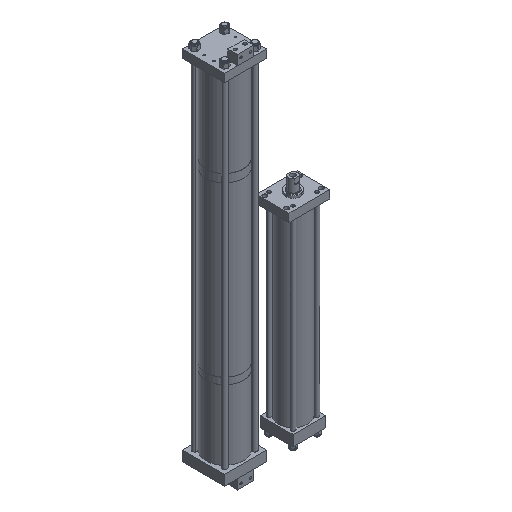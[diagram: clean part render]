
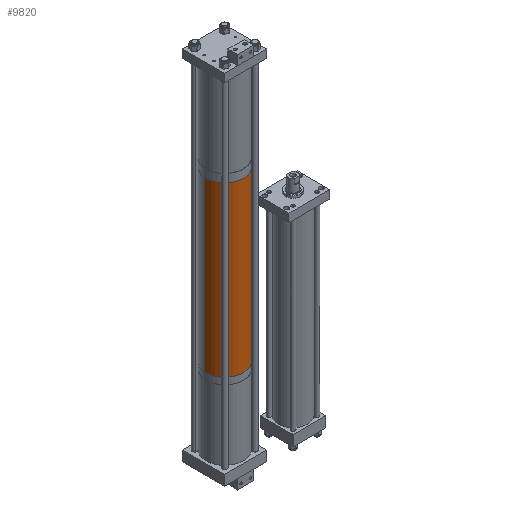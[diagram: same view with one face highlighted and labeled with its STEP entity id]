
A CAD part, isometric view. The second image highlights one B-rep face of the part: STEP entity #9820.
In plain terms, the highlighted cylindrical face has radius 73.025 mm (diameter 146.05 mm), a partial arc.
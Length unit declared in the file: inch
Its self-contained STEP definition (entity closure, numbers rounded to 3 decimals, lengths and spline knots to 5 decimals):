
#12 = DIRECTION ( 'NONE',  ( -1., 0., 0. ) ) ;
#398 = DIRECTION ( 'NONE',  ( 0., 0., -1. ) ) ;
#412 = ORIENTED_EDGE ( 'NONE', *, *, #15215, .F. ) ;
#804 = DIRECTION ( 'NONE',  ( 1., 0., 0. ) ) ;
#1145 = CARTESIAN_POINT ( 'NONE',  ( -2.875, 0., 0. ) ) ;
#1441 = EDGE_CURVE ( 'NONE', #5843, #9762, #3999, .T. ) ;
#1603 = ORIENTED_EDGE ( 'NONE', *, *, #9175, .F. ) ;
#3999 = CIRCLE ( 'NONE', #12657, 2.875 ) ;
#4318 = VERTEX_POINT ( 'NONE', #11360 ) ;
#5617 = EDGE_CURVE ( 'NONE', #11720, #5843, #15479, .T. ) ;
#5843 = VERTEX_POINT ( 'NONE', #1145 ) ;
#5897 = EDGE_LOOP ( 'NONE', ( #412, #1603, #8263, #8107 ) ) ;
#6214 = CARTESIAN_POINT ( 'NONE',  ( -2.875, 0., 25.85 ) ) ;
#7039 = DIRECTION ( 'NONE',  ( 0., 0., 1. ) ) ;
#8020 = VECTOR ( 'NONE', #398, 39.37008 ) ;
#8107 = ORIENTED_EDGE ( 'NONE', *, *, #1441, .T. ) ;
#8263 = ORIENTED_EDGE ( 'NONE', *, *, #5617, .T. ) ;
#9175 = EDGE_CURVE ( 'NONE', #11720, #4318, #10041, .T. ) ;
#9465 = AXIS2_PLACEMENT_3D ( 'NONE', #12253, #7039, #13434 ) ;
#9762 = VERTEX_POINT ( 'NONE', #14251 ) ;
#9820 = ADVANCED_FACE ( 'NONE', ( #12617 ), #11214, .T. ) ;
#9995 = VECTOR ( 'NONE', #13343, 39.37008 ) ;
#10041 = CIRCLE ( 'NONE', #9465, 2.875 ) ;
#10193 = CARTESIAN_POINT ( 'NONE',  ( 0., 0., 25.85 ) ) ;
#10791 = LINE ( 'NONE', #12073, #9995 ) ;
#11214 = CYLINDRICAL_SURFACE ( 'NONE', #15807, 2.875 ) ;
#11360 = CARTESIAN_POINT ( 'NONE',  ( 2.875, 0., 25.85 ) ) ;
#11529 = DIRECTION ( 'NONE',  ( 0., 0., -1. ) ) ;
#11720 = VERTEX_POINT ( 'NONE', #16331 ) ;
#12073 = CARTESIAN_POINT ( 'NONE',  ( 2.875, 0., 25.85 ) ) ;
#12206 = DIRECTION ( 'NONE',  ( 0., 0., 1. ) ) ;
#12253 = CARTESIAN_POINT ( 'NONE',  ( 0., 0., 25.85 ) ) ;
#12617 = FACE_OUTER_BOUND ( 'NONE', #5897, .T. ) ;
#12657 = AXIS2_PLACEMENT_3D ( 'NONE', #14728, #12206, #804 ) ;
#13343 = DIRECTION ( 'NONE',  ( 0., 0., -1. ) ) ;
#13434 = DIRECTION ( 'NONE',  ( 1., 0., 0. ) ) ;
#14251 = CARTESIAN_POINT ( 'NONE',  ( 2.875, 0., 0. ) ) ;
#14728 = CARTESIAN_POINT ( 'NONE',  ( 0., 0., 0. ) ) ;
#15215 = EDGE_CURVE ( 'NONE', #4318, #9762, #10791, .T. ) ;
#15479 = LINE ( 'NONE', #6214, #8020 ) ;
#15807 = AXIS2_PLACEMENT_3D ( 'NONE', #10193, #11529, #12 ) ;
#16331 = CARTESIAN_POINT ( 'NONE',  ( -2.875, 0., 25.85 ) ) ;
